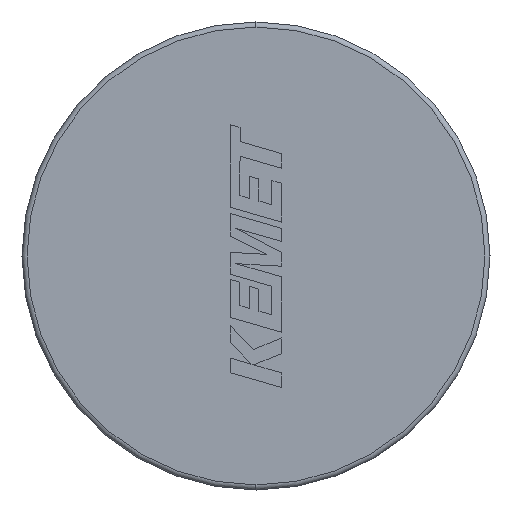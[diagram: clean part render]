
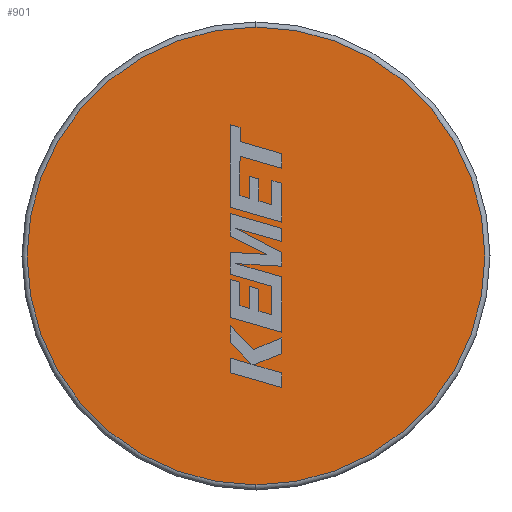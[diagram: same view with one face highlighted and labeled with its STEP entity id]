
A CAD part, left-side view. The second image highlights one B-rep face of the part: STEP entity #901.
In plain terms, the highlighted planar face has unit normal (-1, 0, 0).
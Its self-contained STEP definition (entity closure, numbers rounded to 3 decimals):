
#169 = DIRECTION ( 'NONE',  ( -1., 0., 0. ) ) ;
#261 = ORIENTED_EDGE ( 'NONE', *, *, #898, .T. ) ;
#426 = AXIS2_PLACEMENT_3D ( 'NONE', #480, #3308, #1014 ) ;
#480 = CARTESIAN_POINT ( 'NONE',  ( 0., 0., 0. ) ) ;
#533 = CARTESIAN_POINT ( 'NONE',  ( 0., 0., -9.05 ) ) ;
#665 = CARTESIAN_POINT ( 'NONE',  ( 0., 0., 0. ) ) ;
#716 = VERTEX_POINT ( 'NONE', #2863 ) ;
#898 = EDGE_CURVE ( 'NONE', #716, #2369, #2594, .T. ) ;
#901 = ADVANCED_FACE ( 'NONE', ( #2837 ), #3319, .F. ) ;
#1014 = DIRECTION ( 'NONE',  ( 0., 0., -1. ) ) ;
#1240 = EDGE_LOOP ( 'NONE', ( #2779, #261 ) ) ;
#1282 = EDGE_CURVE ( 'NONE', #2369, #716, #2419, .T. ) ;
#1480 = AXIS2_PLACEMENT_3D ( 'NONE', #1511, #2535, #2006 ) ;
#1511 = CARTESIAN_POINT ( 'NONE',  ( 0., 0., 0. ) ) ;
#1971 = DIRECTION ( 'NONE',  ( 0., 0., -1. ) ) ;
#2006 = DIRECTION ( 'NONE',  ( 0., 0., -1. ) ) ;
#2369 = VERTEX_POINT ( 'NONE', #533 ) ;
#2419 = CIRCLE ( 'NONE', #2802, 9.05 ) ;
#2535 = DIRECTION ( 'NONE',  ( -1., 0., 0. ) ) ;
#2594 = CIRCLE ( 'NONE', #1480, 9.05 ) ;
#2779 = ORIENTED_EDGE ( 'NONE', *, *, #1282, .T. ) ;
#2802 = AXIS2_PLACEMENT_3D ( 'NONE', #665, #169, #1971 ) ;
#2837 = FACE_OUTER_BOUND ( 'NONE', #1240, .T. ) ;
#2863 = CARTESIAN_POINT ( 'NONE',  ( 0., 0., 9.05 ) ) ;
#3308 = DIRECTION ( 'NONE',  ( 1., 0., 0. ) ) ;
#3319 = PLANE ( 'NONE',  #426 ) ;
